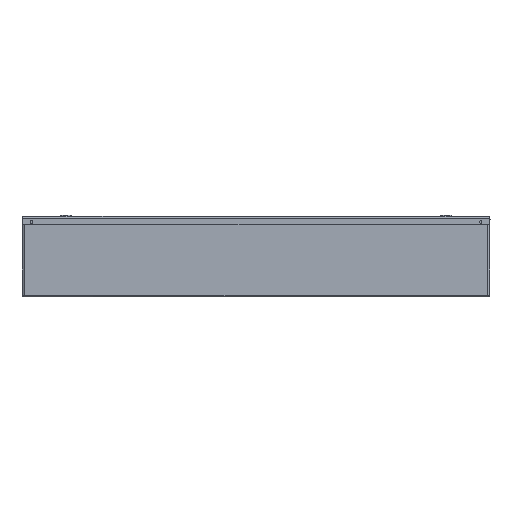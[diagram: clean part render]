
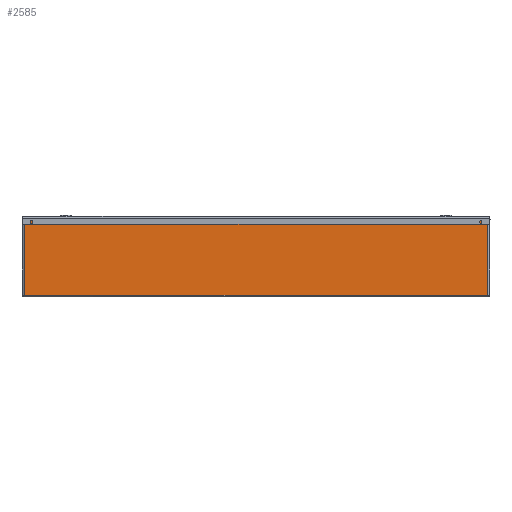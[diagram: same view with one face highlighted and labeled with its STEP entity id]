
A CAD part, front view. The second image highlights one B-rep face of the part: STEP entity #2585.
In plain terms, the highlighted planar face has unit normal (0, -1, 0).
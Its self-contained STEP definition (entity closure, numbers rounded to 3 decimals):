
#1071 = VERTEX_POINT ( 'NONE', #35859 ) ;
#2071 = CARTESIAN_POINT ( 'NONE',  ( -17.94, -4.5, 0.117 ) ) ;
#2585 = ADVANCED_FACE ( 'NONE', ( #12466 ), #47241, .T. ) ;
#2952 = EDGE_LOOP ( 'NONE', ( #5336, #24789, #64550, #29617, #43108, #34718, #7988, #27124 ) ) ;
#5336 = ORIENTED_EDGE ( 'NONE', *, *, #29013, .T. ) ;
#7097 = CARTESIAN_POINT ( 'NONE',  ( -18., -4.5, 0.117 ) ) ;
#7686 = VECTOR ( 'NONE', #61900, 39.37 ) ;
#7988 = ORIENTED_EDGE ( 'NONE', *, *, #29318, .F. ) ;
#8321 = EDGE_CURVE ( 'NONE', #52963, #50639, #35459, .T. ) ;
#9101 = CARTESIAN_POINT ( 'NONE',  ( 17.94, -4.5, 0.112 ) ) ;
#10147 = VECTOR ( 'NONE', #58011, 39.37 ) ;
#11047 = VECTOR ( 'NONE', #43865, 39.37 ) ;
#11739 = LINE ( 'NONE', #49906, #7686 ) ;
#12459 = LINE ( 'NONE', #52473, #10147 ) ;
#12466 = FACE_OUTER_BOUND ( 'NONE', #2952, .T. ) ;
#15296 = CARTESIAN_POINT ( 'NONE',  ( -18., -4.5, 0.112 ) ) ;
#17244 = DIRECTION ( 'NONE',  ( -1., 0., 0. ) ) ;
#17249 = EDGE_CURVE ( 'NONE', #51250, #37976, #44811, .T. ) ;
#21970 = CARTESIAN_POINT ( 'NONE',  ( -18., -4.5, 0. ) ) ;
#24143 = VECTOR ( 'NONE', #64779, 39.37 ) ;
#24583 = CARTESIAN_POINT ( 'NONE',  ( 17.828, -4.5, 5.888 ) ) ;
#24658 = VERTEX_POINT ( 'NONE', #9101 ) ;
#24789 = ORIENTED_EDGE ( 'NONE', *, *, #35352, .T. ) ;
#25417 = CARTESIAN_POINT ( 'NONE',  ( -17.94, -4.5, 0. ) ) ;
#27124 = ORIENTED_EDGE ( 'NONE', *, *, #31075, .F. ) ;
#27428 = DIRECTION ( 'NONE',  ( 0., 0., 1. ) ) ;
#28824 = CARTESIAN_POINT ( 'NONE',  ( -17.828, -4.5, 5.888 ) ) ;
#29013 = EDGE_CURVE ( 'NONE', #1071, #57237, #11739, .T. ) ;
#29318 = EDGE_CURVE ( 'NONE', #24658, #37976, #30033, .T. ) ;
#29617 = ORIENTED_EDGE ( 'NONE', *, *, #45282, .T. ) ;
#30033 = LINE ( 'NONE', #15296, #11047 ) ;
#31075 = EDGE_CURVE ( 'NONE', #1071, #24658, #12459, .T. ) ;
#31820 = CARTESIAN_POINT ( 'NONE',  ( -18., -4.5, 5.888 ) ) ;
#34217 = VECTOR ( 'NONE', #17244, 39.37 ) ;
#34713 = VECTOR ( 'NONE', #45984, 39.37 ) ;
#34718 = ORIENTED_EDGE ( 'NONE', *, *, #17249, .T. ) ;
#35352 = EDGE_CURVE ( 'NONE', #57237, #52963, #47766, .T. ) ;
#35459 = LINE ( 'NONE', #31820, #34713 ) ;
#35859 = CARTESIAN_POINT ( 'NONE',  ( 17.94, -4.5, 0.117 ) ) ;
#36932 = LINE ( 'NONE', #7097, #34217 ) ;
#37976 = VERTEX_POINT ( 'NONE', #51362 ) ;
#38359 = AXIS2_PLACEMENT_3D ( 'NONE', #21970, #61970, #51815 ) ;
#39047 = LINE ( 'NONE', #39370, #53162 ) ;
#39370 = CARTESIAN_POINT ( 'NONE',  ( -17.828, -4.5, 0. ) ) ;
#39687 = VECTOR ( 'NONE', #27428, 39.37 ) ;
#42106 = CARTESIAN_POINT ( 'NONE',  ( 17.828, -4.5, 0.117 ) ) ;
#43108 = ORIENTED_EDGE ( 'NONE', *, *, #44258, .T. ) ;
#43865 = DIRECTION ( 'NONE',  ( -1., 0., 0. ) ) ;
#44258 = EDGE_CURVE ( 'NONE', #47785, #51250, #36932, .T. ) ;
#44811 = LINE ( 'NONE', #25417, #24143 ) ;
#45282 = EDGE_CURVE ( 'NONE', #50639, #47785, #39047, .T. ) ;
#45984 = DIRECTION ( 'NONE',  ( -1., 0., 0. ) ) ;
#47241 = PLANE ( 'NONE',  #38359 ) ;
#47766 = LINE ( 'NONE', #63469, #39687 ) ;
#47785 = VERTEX_POINT ( 'NONE', #48142 ) ;
#48142 = CARTESIAN_POINT ( 'NONE',  ( -17.828, -4.5, 0.117 ) ) ;
#49906 = CARTESIAN_POINT ( 'NONE',  ( -18., -4.5, 0.117 ) ) ;
#50639 = VERTEX_POINT ( 'NONE', #28824 ) ;
#51250 = VERTEX_POINT ( 'NONE', #2071 ) ;
#51362 = CARTESIAN_POINT ( 'NONE',  ( -17.94, -4.5, 0.112 ) ) ;
#51815 = DIRECTION ( 'NONE',  ( 0., 0., -1. ) ) ;
#52473 = CARTESIAN_POINT ( 'NONE',  ( 17.94, -4.5, 3.056 ) ) ;
#52963 = VERTEX_POINT ( 'NONE', #24583 ) ;
#53162 = VECTOR ( 'NONE', #59041, 39.37 ) ;
#57237 = VERTEX_POINT ( 'NONE', #42106 ) ;
#58011 = DIRECTION ( 'NONE',  ( 0., 0., -1. ) ) ;
#59041 = DIRECTION ( 'NONE',  ( 0., 0., -1. ) ) ;
#61900 = DIRECTION ( 'NONE',  ( -1., 0., 0. ) ) ;
#61970 = DIRECTION ( 'NONE',  ( 0., -1., 0. ) ) ;
#63469 = CARTESIAN_POINT ( 'NONE',  ( 17.828, -4.5, 0. ) ) ;
#64550 = ORIENTED_EDGE ( 'NONE', *, *, #8321, .T. ) ;
#64779 = DIRECTION ( 'NONE',  ( 0., 0., -1. ) ) ;
